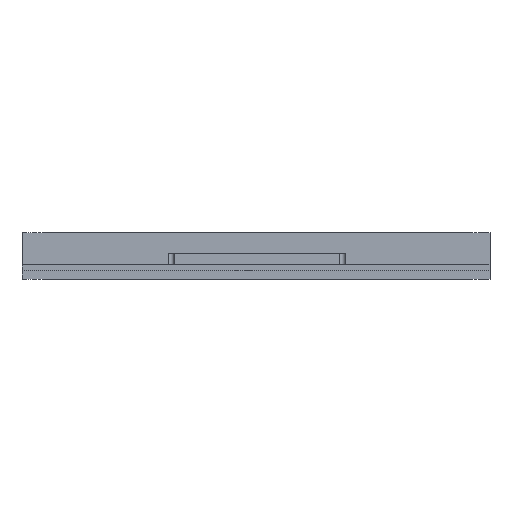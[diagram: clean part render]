
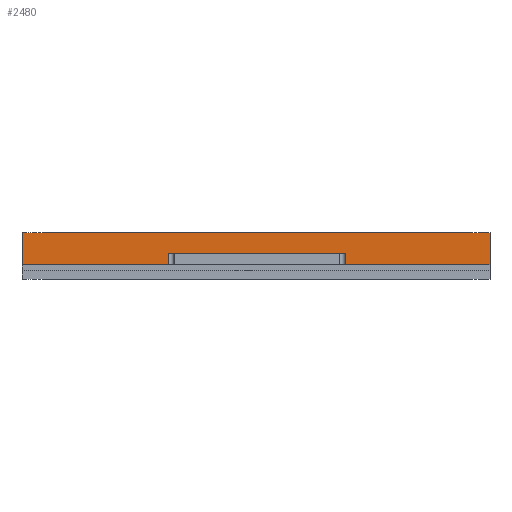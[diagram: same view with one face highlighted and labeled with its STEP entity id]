
A CAD part, front view. The second image highlights one B-rep face of the part: STEP entity #2480.
In plain terms, the highlighted planar face has unit normal (0, -1, 0).
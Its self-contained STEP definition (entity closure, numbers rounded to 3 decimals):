
#36 = EDGE_CURVE ( 'NONE', #973, #1287, #1449, .T. ) ;
#77 = ORIENTED_EDGE ( 'NONE', *, *, #2490, .T. ) ;
#168 = CARTESIAN_POINT ( 'NONE',  ( 80., -38., 8. ) ) ;
#183 = VECTOR ( 'NONE', #3643, 1000. ) ;
#206 = VERTEX_POINT ( 'NONE', #3547 ) ;
#532 = CARTESIAN_POINT ( 'NONE',  ( 55.248, -38., 4.5 ) ) ;
#571 = CARTESIAN_POINT ( 'NONE',  ( 0., -38., 2.5 ) ) ;
#706 = EDGE_LOOP ( 'NONE', ( #2010, #3003, #3087, #1114, #77, #1488, #1323, #2197 ) ) ;
#717 = VECTOR ( 'NONE', #3469, 1000. ) ;
#736 = LINE ( 'NONE', #1332, #3245 ) ;
#900 = CARTESIAN_POINT ( 'NONE',  ( 80., -38., 8. ) ) ;
#936 = EDGE_CURVE ( 'NONE', #2323, #3485, #1063, .T. ) ;
#973 = VERTEX_POINT ( 'NONE', #1527 ) ;
#1063 = LINE ( 'NONE', #2027, #2677 ) ;
#1083 = CARTESIAN_POINT ( 'NONE',  ( 80., -38., 8. ) ) ;
#1114 = ORIENTED_EDGE ( 'NONE', *, *, #2173, .T. ) ;
#1123 = CARTESIAN_POINT ( 'NONE',  ( 25., -38., 2.5 ) ) ;
#1152 = DIRECTION ( 'NONE',  ( -1., 0., 0. ) ) ;
#1287 = VERTEX_POINT ( 'NONE', #3496 ) ;
#1323 = ORIENTED_EDGE ( 'NONE', *, *, #2697, .T. ) ;
#1332 = CARTESIAN_POINT ( 'NONE',  ( 0., -38., 2.5 ) ) ;
#1427 = FACE_OUTER_BOUND ( 'NONE', #706, .T. ) ;
#1442 = CARTESIAN_POINT ( 'NONE',  ( 25., -38., 4.5 ) ) ;
#1449 = LINE ( 'NONE', #2078, #717 ) ;
#1488 = ORIENTED_EDGE ( 'NONE', *, *, #936, .F. ) ;
#1515 = VECTOR ( 'NONE', #1152, 1000. ) ;
#1527 = CARTESIAN_POINT ( 'NONE',  ( 0., -38., 8. ) ) ;
#1585 = EDGE_CURVE ( 'NONE', #3568, #2570, #3054, .T. ) ;
#1594 = DIRECTION ( 'NONE',  ( 0., -1., 0. ) ) ;
#1653 = LINE ( 'NONE', #900, #1515 ) ;
#1696 = DIRECTION ( 'NONE',  ( 1., 0., 0. ) ) ;
#1791 = EDGE_CURVE ( 'NONE', #3568, #206, #3516, .T. ) ;
#1811 = CARTESIAN_POINT ( 'NONE',  ( 25., -38., 4.5 ) ) ;
#1841 = AXIS2_PLACEMENT_3D ( 'NONE', #1083, #1594, #1696 ) ;
#1999 = EDGE_CURVE ( 'NONE', #1287, #2570, #736, .T. ) ;
#2001 = LINE ( 'NONE', #532, #3025 ) ;
#2003 = DIRECTION ( 'NONE',  ( 0., 0., -1. ) ) ;
#2010 = ORIENTED_EDGE ( 'NONE', *, *, #1999, .T. ) ;
#2027 = CARTESIAN_POINT ( 'NONE',  ( 80., -38., 8. ) ) ;
#2078 = CARTESIAN_POINT ( 'NONE',  ( 0., -38., 8. ) ) ;
#2173 = EDGE_CURVE ( 'NONE', #206, #2454, #2001, .T. ) ;
#2197 = ORIENTED_EDGE ( 'NONE', *, *, #36, .T. ) ;
#2323 = VERTEX_POINT ( 'NONE', #168 ) ;
#2336 = CARTESIAN_POINT ( 'NONE',  ( 80., -38., 2.5 ) ) ;
#2454 = VERTEX_POINT ( 'NONE', #2739 ) ;
#2480 = ADVANCED_FACE ( 'NONE', ( #1427 ), #2771, .T. ) ;
#2490 = EDGE_CURVE ( 'NONE', #2454, #3485, #3147, .T. ) ;
#2570 = VERTEX_POINT ( 'NONE', #1123 ) ;
#2677 = VECTOR ( 'NONE', #3236, 1000. ) ;
#2697 = EDGE_CURVE ( 'NONE', #2323, #973, #1653, .T. ) ;
#2739 = CARTESIAN_POINT ( 'NONE',  ( 55.248, -38., 2.5 ) ) ;
#2771 = PLANE ( 'NONE',  #1841 ) ;
#2796 = VECTOR ( 'NONE', #2983, 1000. ) ;
#2838 = DIRECTION ( 'NONE',  ( 0., 0., -1. ) ) ;
#2983 = DIRECTION ( 'NONE',  ( 1., 0., 0. ) ) ;
#3003 = ORIENTED_EDGE ( 'NONE', *, *, #1585, .F. ) ;
#3025 = VECTOR ( 'NONE', #2003, 1000. ) ;
#3054 = LINE ( 'NONE', #1442, #3327 ) ;
#3087 = ORIENTED_EDGE ( 'NONE', *, *, #1791, .T. ) ;
#3147 = LINE ( 'NONE', #571, #183 ) ;
#3236 = DIRECTION ( 'NONE',  ( 0., 0., -1. ) ) ;
#3245 = VECTOR ( 'NONE', #3297, 1000. ) ;
#3297 = DIRECTION ( 'NONE',  ( 1., 0., 0. ) ) ;
#3327 = VECTOR ( 'NONE', #2838, 1000. ) ;
#3427 = CARTESIAN_POINT ( 'NONE',  ( 25., -38., 4.5 ) ) ;
#3469 = DIRECTION ( 'NONE',  ( 0., 0., -1. ) ) ;
#3485 = VERTEX_POINT ( 'NONE', #2336 ) ;
#3496 = CARTESIAN_POINT ( 'NONE',  ( 0., -38., 2.5 ) ) ;
#3516 = LINE ( 'NONE', #1811, #2796 ) ;
#3547 = CARTESIAN_POINT ( 'NONE',  ( 55.248, -38., 4.5 ) ) ;
#3568 = VERTEX_POINT ( 'NONE', #3427 ) ;
#3643 = DIRECTION ( 'NONE',  ( 1., 0., 0. ) ) ;
